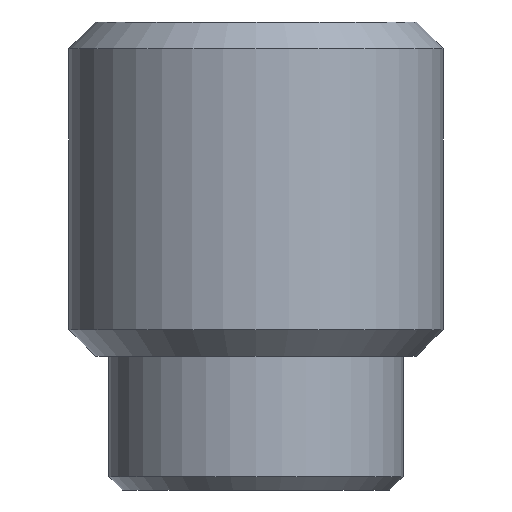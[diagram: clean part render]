
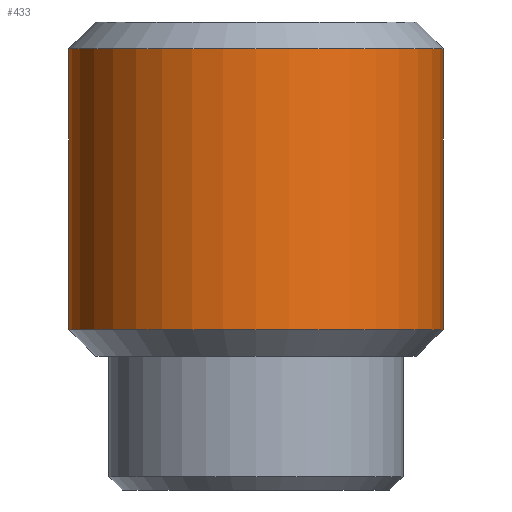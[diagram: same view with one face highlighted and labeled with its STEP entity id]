
A CAD part, front view. The second image highlights one B-rep face of the part: STEP entity #433.
In plain terms, the highlighted cylindrical face has radius 3.556 mm (diameter 7.112 mm), a partial arc.
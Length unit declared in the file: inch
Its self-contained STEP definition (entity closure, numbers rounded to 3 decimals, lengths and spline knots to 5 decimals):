
#6 = VERTEX_POINT ( 'NONE', #303 ) ;
#9 = DIRECTION ( 'NONE',  ( -1., 0., 0. ) ) ;
#10 = DIRECTION ( 'NONE',  ( 0., 0., -1. ) ) ;
#38 = CARTESIAN_POINT ( 'NONE',  ( 0.29121, -0.044, 0.1251 ) ) ;
#45 = AXIS2_PLACEMENT_3D ( 'NONE', #646, #10, #198 ) ;
#62 = LINE ( 'NONE', #38, #966 ) ;
#72 = AXIS2_PLACEMENT_3D ( 'NONE', #1008, #653, #206 ) ;
#132 = CARTESIAN_POINT ( 'NONE',  ( 0.01121, -0.044, 0.1051 ) ) ;
#198 = DIRECTION ( 'NONE',  ( 1., 0., 0. ) ) ;
#206 = DIRECTION ( 'NONE',  ( -1., 0., 0. ) ) ;
#222 = VERTEX_POINT ( 'NONE', #338 ) ;
#223 = AXIS2_PLACEMENT_3D ( 'NONE', #1092, #469, #9 ) ;
#303 = CARTESIAN_POINT ( 'NONE',  ( 0.29121, -0.044, -0.1049 ) ) ;
#323 = CIRCLE ( 'NONE', #45, 0.14 ) ;
#332 = CARTESIAN_POINT ( 'NONE',  ( 0.29121, -0.044, 0.1051 ) ) ;
#338 = CARTESIAN_POINT ( 'NONE',  ( 0.01121, -0.044, -0.1049 ) ) ;
#363 = CYLINDRICAL_SURFACE ( 'NONE', #223, 0.14 ) ;
#385 = EDGE_CURVE ( 'NONE', #222, #6, #462, .T. ) ;
#400 = VECTOR ( 'NONE', #622, 39.37008 ) ;
#433 = ADVANCED_FACE ( 'NONE', ( #977 ), #363, .T. ) ;
#435 = CARTESIAN_POINT ( 'NONE',  ( 0.01121, -0.044, 0.1251 ) ) ;
#439 = EDGE_CURVE ( 'NONE', #1114, #1049, #323, .T. ) ;
#446 = LINE ( 'NONE', #435, #400 ) ;
#462 = CIRCLE ( 'NONE', #72, 0.14 ) ;
#469 = DIRECTION ( 'NONE',  ( 0., 0., -1. ) ) ;
#484 = ORIENTED_EDGE ( 'NONE', *, *, #732, .T. ) ;
#604 = DIRECTION ( 'NONE',  ( 0., 0., -1. ) ) ;
#622 = DIRECTION ( 'NONE',  ( 0., 0., -1. ) ) ;
#646 = CARTESIAN_POINT ( 'NONE',  ( 0.15121, -0.044, 0.1051 ) ) ;
#653 = DIRECTION ( 'NONE',  ( 0., 0., 1. ) ) ;
#665 = ORIENTED_EDGE ( 'NONE', *, *, #439, .T. ) ;
#712 = ORIENTED_EDGE ( 'NONE', *, *, #1093, .F. ) ;
#732 = EDGE_CURVE ( 'NONE', #1049, #222, #446, .T. ) ;
#813 = ORIENTED_EDGE ( 'NONE', *, *, #385, .T. ) ;
#966 = VECTOR ( 'NONE', #604, 39.37008 ) ;
#977 = FACE_OUTER_BOUND ( 'NONE', #1020, .T. ) ;
#1008 = CARTESIAN_POINT ( 'NONE',  ( 0.15121, -0.044, -0.1049 ) ) ;
#1020 = EDGE_LOOP ( 'NONE', ( #712, #665, #484, #813 ) ) ;
#1049 = VERTEX_POINT ( 'NONE', #132 ) ;
#1092 = CARTESIAN_POINT ( 'NONE',  ( 0.15121, -0.044, 0.1251 ) ) ;
#1093 = EDGE_CURVE ( 'NONE', #1114, #6, #62, .T. ) ;
#1114 = VERTEX_POINT ( 'NONE', #332 ) ;
